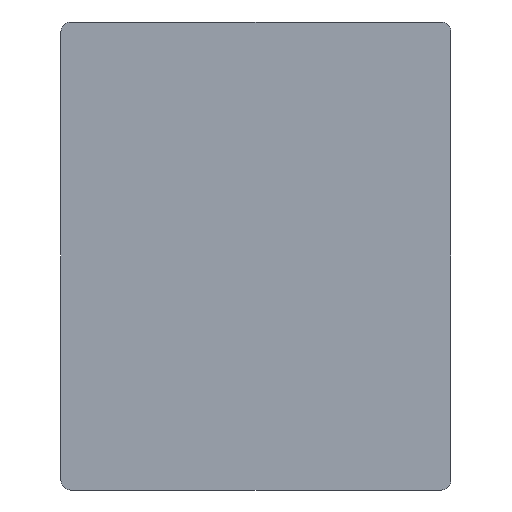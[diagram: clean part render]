
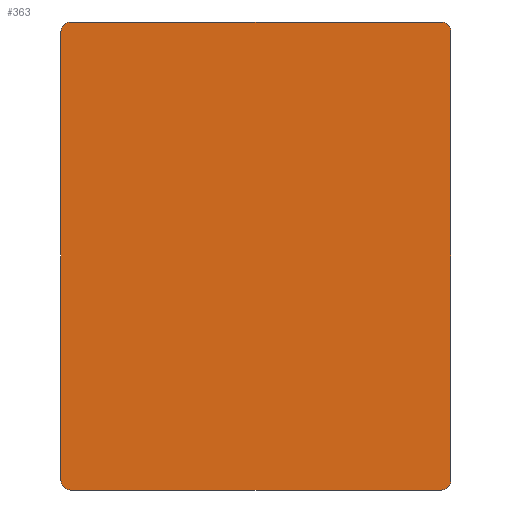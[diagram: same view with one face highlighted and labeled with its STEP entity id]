
A CAD part, front view. The second image highlights one B-rep face of the part: STEP entity #363.
In plain terms, the highlighted planar face has unit normal (0, -1, 0).
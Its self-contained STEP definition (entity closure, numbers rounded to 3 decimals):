
#67 = AXIS2_PLACEMENT_3D ( 'NONE', #3027, #1812, #2613 ) ;
#84 = CARTESIAN_POINT ( 'NONE',  ( 47.5, 0., -57.5 ) ) ;
#198 = ORIENTED_EDGE ( 'NONE', *, *, #3658, .F. ) ;
#249 = VERTEX_POINT ( 'NONE', #598 ) ;
#323 = DIRECTION ( 'NONE',  ( 0., 0., -1. ) ) ;
#363 = ADVANCED_FACE ( 'NONE', ( #4467 ), #738, .T. ) ;
#501 = DIRECTION ( 'NONE',  ( 1., 0., 0. ) ) ;
#526 = DIRECTION ( 'NONE',  ( 0., -1., 0. ) ) ;
#598 = CARTESIAN_POINT ( 'NONE',  ( 47.5, 0., 60. ) ) ;
#714 = LINE ( 'NONE', #2950, #805 ) ;
#735 = LINE ( 'NONE', #4856, #748 ) ;
#738 = PLANE ( 'NONE',  #1673 ) ;
#740 = CARTESIAN_POINT ( 'NONE',  ( 47.5, 0., -60. ) ) ;
#748 = VECTOR ( 'NONE', #3575, 1000. ) ;
#805 = VECTOR ( 'NONE', #501, 1000. ) ;
#1181 = VERTEX_POINT ( 'NONE', #3565 ) ;
#1359 = ORIENTED_EDGE ( 'NONE', *, *, #3021, .T. ) ;
#1651 = CARTESIAN_POINT ( 'NONE',  ( -47.5, 0., 60. ) ) ;
#1655 = CIRCLE ( 'NONE', #3189, 2.5 ) ;
#1673 = AXIS2_PLACEMENT_3D ( 'NONE', #5066, #1940, #2214 ) ;
#1725 = DIRECTION ( 'NONE',  ( 0., 0., -1. ) ) ;
#1753 = VECTOR ( 'NONE', #3902, 1000. ) ;
#1812 = DIRECTION ( 'NONE',  ( 0., -1., 0. ) ) ;
#1833 = ORIENTED_EDGE ( 'NONE', *, *, #2215, .F. ) ;
#1940 = DIRECTION ( 'NONE',  ( 0., -1., 0. ) ) ;
#2019 = DIRECTION ( 'NONE',  ( 0., 0., -1. ) ) ;
#2073 = EDGE_CURVE ( 'NONE', #3056, #3556, #1655, .T. ) ;
#2075 = CIRCLE ( 'NONE', #2276, 2.5 ) ;
#2089 = DIRECTION ( 'NONE',  ( 0., 0., -1. ) ) ;
#2121 = VERTEX_POINT ( 'NONE', #3766 ) ;
#2128 = ORIENTED_EDGE ( 'NONE', *, *, #3592, .F. ) ;
#2178 = CIRCLE ( 'NONE', #2913, 2.5 ) ;
#2214 = DIRECTION ( 'NONE',  ( 0., 0., -1. ) ) ;
#2215 = EDGE_CURVE ( 'NONE', #3613, #4096, #3382, .T. ) ;
#2244 = ORIENTED_EDGE ( 'NONE', *, *, #4677, .T. ) ;
#2276 = AXIS2_PLACEMENT_3D ( 'NONE', #3767, #4563, #1725 ) ;
#2530 = EDGE_LOOP ( 'NONE', ( #4848, #3822, #1833, #1359, #2128, #3240, #198, #2244 ) ) ;
#2613 = DIRECTION ( 'NONE',  ( 0., 0., -1. ) ) ;
#2913 = AXIS2_PLACEMENT_3D ( 'NONE', #84, #526, #2019 ) ;
#2950 = CARTESIAN_POINT ( 'NONE',  ( -50., 0., 60. ) ) ;
#3021 = EDGE_CURVE ( 'NONE', #3613, #249, #2075, .T. ) ;
#3027 = CARTESIAN_POINT ( 'NONE',  ( -47.5, 0., -57.5 ) ) ;
#3056 = VERTEX_POINT ( 'NONE', #1651 ) ;
#3096 = EDGE_CURVE ( 'NONE', #3374, #4096, #2178, .T. ) ;
#3189 = AXIS2_PLACEMENT_3D ( 'NONE', #3687, #4835, #2089 ) ;
#3240 = ORIENTED_EDGE ( 'NONE', *, *, #2073, .T. ) ;
#3339 = VECTOR ( 'NONE', #323, 1000. ) ;
#3374 = VERTEX_POINT ( 'NONE', #740 ) ;
#3382 = LINE ( 'NONE', #4765, #3339 ) ;
#3385 = CARTESIAN_POINT ( 'NONE',  ( 50., 0., -57.5 ) ) ;
#3418 = CARTESIAN_POINT ( 'NONE',  ( -50., 0., 57.5 ) ) ;
#3529 = LINE ( 'NONE', #3579, #1753 ) ;
#3556 = VERTEX_POINT ( 'NONE', #3418 ) ;
#3565 = CARTESIAN_POINT ( 'NONE',  ( -47.5, 0., -60. ) ) ;
#3575 = DIRECTION ( 'NONE',  ( 0., 0., 1. ) ) ;
#3579 = CARTESIAN_POINT ( 'NONE',  ( -50., 0., -60. ) ) ;
#3592 = EDGE_CURVE ( 'NONE', #3056, #249, #714, .T. ) ;
#3613 = VERTEX_POINT ( 'NONE', #4140 ) ;
#3658 = EDGE_CURVE ( 'NONE', #2121, #3556, #735, .T. ) ;
#3687 = CARTESIAN_POINT ( 'NONE',  ( -47.5, 0., 57.5 ) ) ;
#3766 = CARTESIAN_POINT ( 'NONE',  ( -50., 0., -57.5 ) ) ;
#3767 = CARTESIAN_POINT ( 'NONE',  ( 47.5, 0., 57.5 ) ) ;
#3822 = ORIENTED_EDGE ( 'NONE', *, *, #3096, .T. ) ;
#3902 = DIRECTION ( 'NONE',  ( -1., 0., 0. ) ) ;
#4096 = VERTEX_POINT ( 'NONE', #3385 ) ;
#4140 = CARTESIAN_POINT ( 'NONE',  ( 50., 0., 57.5 ) ) ;
#4467 = FACE_OUTER_BOUND ( 'NONE', #2530, .T. ) ;
#4563 = DIRECTION ( 'NONE',  ( 0., -1., 0. ) ) ;
#4677 = EDGE_CURVE ( 'NONE', #2121, #1181, #4918, .T. ) ;
#4765 = CARTESIAN_POINT ( 'NONE',  ( 50., 0., 60. ) ) ;
#4835 = DIRECTION ( 'NONE',  ( 0., -1., 0. ) ) ;
#4848 = ORIENTED_EDGE ( 'NONE', *, *, #4950, .F. ) ;
#4856 = CARTESIAN_POINT ( 'NONE',  ( -50., 0., 60. ) ) ;
#4918 = CIRCLE ( 'NONE', #67, 2.5 ) ;
#4950 = EDGE_CURVE ( 'NONE', #3374, #1181, #3529, .T. ) ;
#5066 = CARTESIAN_POINT ( 'NONE',  ( 0., 0., 0. ) ) ;
